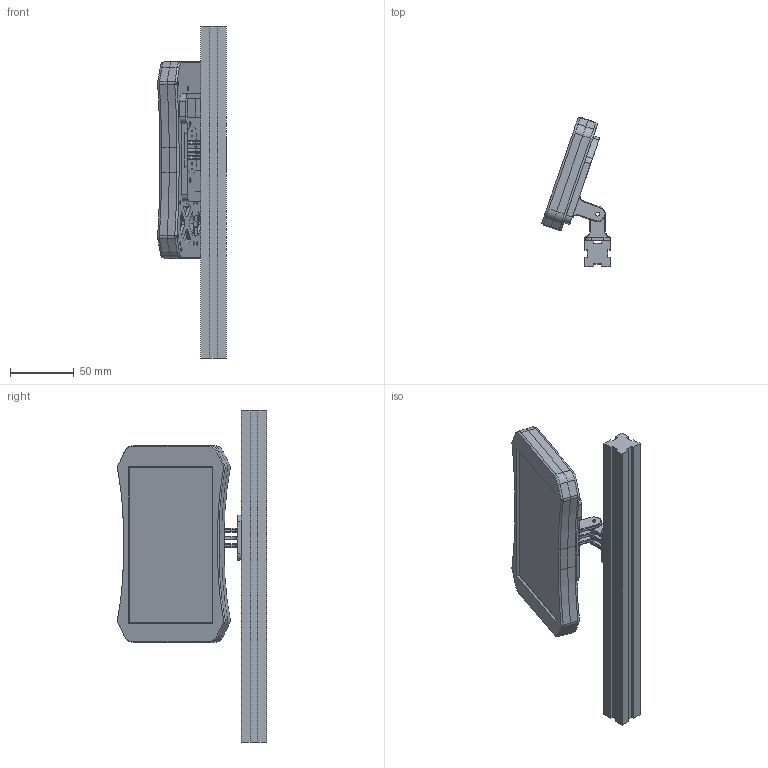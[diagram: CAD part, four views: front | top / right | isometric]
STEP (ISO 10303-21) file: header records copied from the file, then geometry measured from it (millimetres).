
FILE_DESCRIPTION (( 'STEP AP214' ), '1' );
FILE_NAME ('×°ÅäÌå1-2025030701.STEP', '2025-03-07T10:24:37', ( '' ), ( '' ), 'SwSTEP 2.0', 'SolidWorks 2018', '' );
FILE_SCHEMA (( 'AUTOMOTIVE_DESIGN' ));
Length unit declared in the file: millimetre
Products named in the file (8): 蚾饜极1-2025030701; 綴裔; 2020臏倰第; 盓殤蚾饜极; 蝓蟈; 盓殤; 綻譙note4x翋极v1.1; ヶ裔
Assembly tree (8 placements, depth 3):
  蚾饜极1-2025030701
    綻譙note4x翋极v1.1
    綴裔
    盓殤蚾饜极
      盓殤
      蝓蟈
    2020臏倰第
    ヶ裔
    蝓蟈
Bounding box: 53.8 x 116.86 x 260 mm (x, y, z)
Volume: 280040.3 mm3; surface area: 114372.8 mm2
Topology: 7 solids, 7 shells, 572 faces, 1528 edges, 980 vertices
Faces by surface type: plane 289, cylinder 205, cone 78
Entity records: 16093 total; most frequent: CARTESIAN_POINT 2838, DIRECTION 2743, ORIENTED_EDGE 2678, EDGE_CURVE 1339, AXIS2_PLACEMENT_3D 939, VERTEX_POINT 866, LINE 865, VECTOR 865
